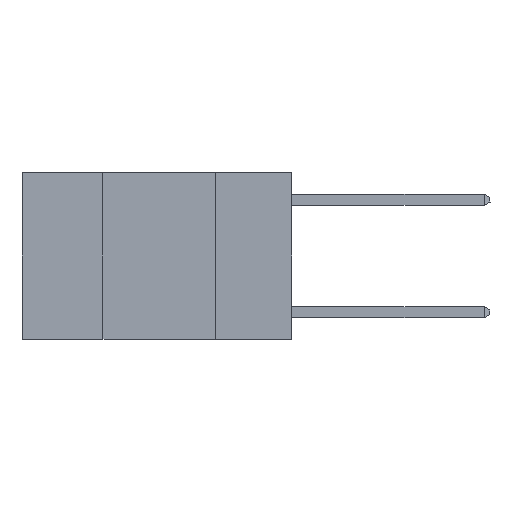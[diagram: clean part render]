
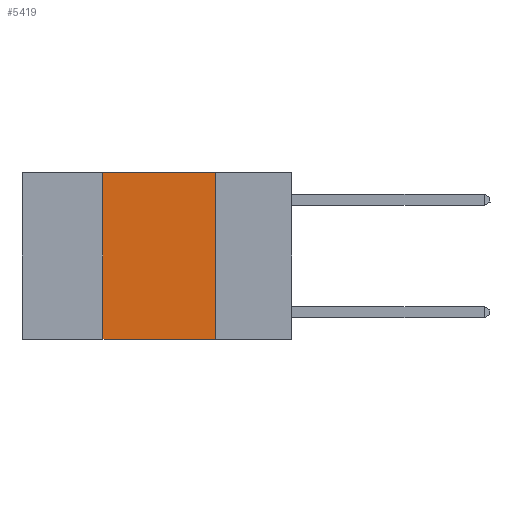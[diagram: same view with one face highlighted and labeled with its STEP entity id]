
A CAD part, left-side view. The second image highlights one B-rep face of the part: STEP entity #5419.
In plain terms, the highlighted planar face has unit normal (-1, 0, 0).
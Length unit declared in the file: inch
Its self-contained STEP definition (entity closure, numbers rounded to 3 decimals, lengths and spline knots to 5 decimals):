
#134 = CARTESIAN_POINT ( 'NONE',  ( 0., 0.42, 0. ) ) ;
#145 = CARTESIAN_POINT ( 'NONE',  ( 0., 0.6, 0. ) ) ;
#765 = EDGE_CURVE ( 'NONE', #7177, #4719, #7663, .T. ) ;
#767 = EDGE_CURVE ( 'NONE', #7177, #2218, #5620, .T. ) ;
#776 = CARTESIAN_POINT ( 'NONE',  ( 0., 0.17, -0.37 ) ) ;
#898 = CARTESIAN_POINT ( 'NONE',  ( 0., 0.17, 0. ) ) ;
#966 = AXIS2_PLACEMENT_3D ( 'NONE', #2451, #4051, #9475 ) ;
#981 = VERTEX_POINT ( 'NONE', #8457 ) ;
#1135 = FACE_OUTER_BOUND ( 'NONE', #5039, .T. ) ;
#2218 = VERTEX_POINT ( 'NONE', #776 ) ;
#2451 = CARTESIAN_POINT ( 'NONE',  ( 0., 0.6, 0. ) ) ;
#3275 = VECTOR ( 'NONE', #7337, 39.37008 ) ;
#3316 = EDGE_CURVE ( 'NONE', #981, #2218, #9789, .T. ) ;
#3612 = LINE ( 'NONE', #145, #7516 ) ;
#3970 = DIRECTION ( 'NONE',  ( 0., -1., 0. ) ) ;
#4051 = DIRECTION ( 'NONE',  ( 1., 0., 0. ) ) ;
#4719 = VERTEX_POINT ( 'NONE', #134 ) ;
#5039 = EDGE_LOOP ( 'NONE', ( #6445, #6542, #6672, #6931 ) ) ;
#5419 = ADVANCED_FACE ( 'NONE', ( #1135 ), #5595, .F. ) ;
#5595 = PLANE ( 'NONE',  #966 ) ;
#5620 = LINE ( 'NONE', #6538, #9236 ) ;
#5704 = VECTOR ( 'NONE', #6423, 39.37008 ) ;
#6053 = EDGE_CURVE ( 'NONE', #4719, #981, #3612, .T. ) ;
#6423 = DIRECTION ( 'NONE',  ( 0., 0., -1. ) ) ;
#6445 = ORIENTED_EDGE ( 'NONE', *, *, #3316, .F. ) ;
#6538 = CARTESIAN_POINT ( 'NONE',  ( 0., 0.6, -0.37 ) ) ;
#6542 = ORIENTED_EDGE ( 'NONE', *, *, #6053, .F. ) ;
#6672 = ORIENTED_EDGE ( 'NONE', *, *, #765, .F. ) ;
#6931 = ORIENTED_EDGE ( 'NONE', *, *, #767, .T. ) ;
#7139 = CARTESIAN_POINT ( 'NONE',  ( 0., 0.42, 0. ) ) ;
#7177 = VERTEX_POINT ( 'NONE', #7748 ) ;
#7266 = DIRECTION ( 'NONE',  ( 0., -1., 0. ) ) ;
#7337 = DIRECTION ( 'NONE',  ( 0., 0., 1. ) ) ;
#7516 = VECTOR ( 'NONE', #7266, 39.37008 ) ;
#7663 = LINE ( 'NONE', #7139, #3275 ) ;
#7748 = CARTESIAN_POINT ( 'NONE',  ( 0., 0.42, -0.37 ) ) ;
#8457 = CARTESIAN_POINT ( 'NONE',  ( 0., 0.17, 0. ) ) ;
#9236 = VECTOR ( 'NONE', #3970, 39.37008 ) ;
#9475 = DIRECTION ( 'NONE',  ( 0., 0., -1. ) ) ;
#9789 = LINE ( 'NONE', #898, #5704 ) ;
